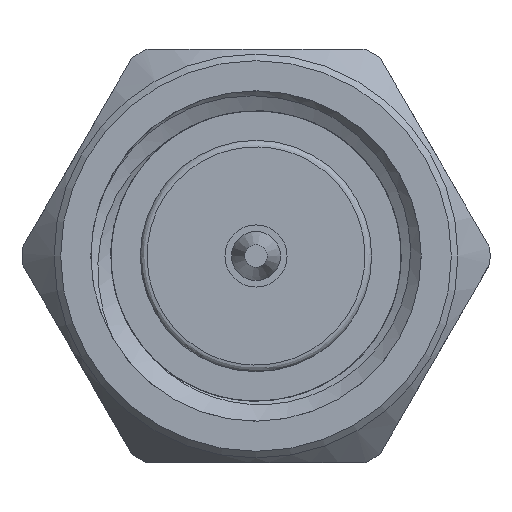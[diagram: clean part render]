
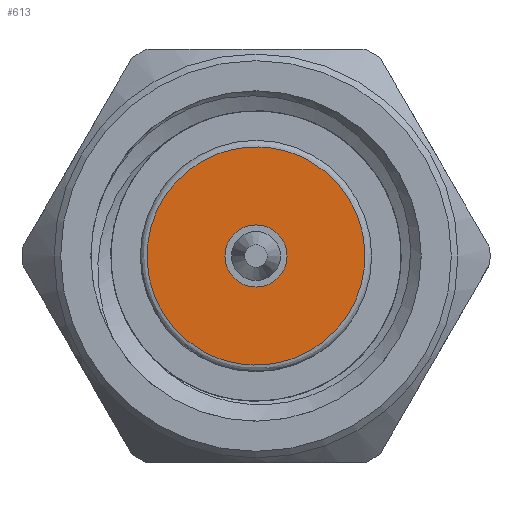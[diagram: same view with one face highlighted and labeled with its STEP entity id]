
A CAD part, left-side view. The second image highlights one B-rep face of the part: STEP entity #613.
In plain terms, the highlighted planar face has unit normal (-1, 0, 0).
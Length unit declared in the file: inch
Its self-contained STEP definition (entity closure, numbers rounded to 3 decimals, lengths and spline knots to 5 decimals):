
#26 = DIRECTION ( 'NONE',  ( 0., 0.5, -0.866 ) ) ;
#150 = EDGE_CURVE ( 'NONE', #3179, #2824, #652, .T. ) ;
#241 = EDGE_CURVE ( 'NONE', #1799, #1799, #2271, .T. ) ;
#307 = CARTESIAN_POINT ( 'NONE',  ( 0.11, 0.04125, -0.07145 ) ) ;
#323 = CARTESIAN_POINT ( 'NONE',  ( 0.11, 0.18414, 0.01105 ) ) ;
#463 = CARTESIAN_POINT ( 'NONE',  ( 0.11, 0., 0. ) ) ;
#484 = PLANE ( 'NONE',  #938 ) ;
#491 = EDGE_CURVE ( 'NONE', #2824, #3179, #2865, .T. ) ;
#534 = AXIS2_PLACEMENT_3D ( 'NONE', #1456, #2235, #1950 ) ;
#555 = ORIENTED_EDGE ( 'NONE', *, *, #241, .F. ) ;
#613 = ADVANCED_FACE ( 'NONE', ( #865, #2735 ), #484, .F. ) ;
#620 = ORIENTED_EDGE ( 'NONE', *, *, #491, .F. ) ;
#652 =( BOUNDED_CURVE ( )  B_SPLINE_CURVE ( 3, ( #307, #323, #2503, #833 ),
 .UNSPECIFIED., .F., .F. ) 
 B_SPLINE_CURVE_WITH_KNOTS ( ( 4, 4 ),
 ( 0., 1. ),
 .UNSPECIFIED. ) 
 CURVE ( )  GEOMETRIC_REPRESENTATION_ITEM ( )  RATIONAL_B_SPLINE_CURVE ( ( 1., 0.333, 0.333, 1. ) ) 
 REPRESENTATION_ITEM ( '' )  );
#721 = CARTESIAN_POINT ( 'NONE',  ( 0.11, 0.01175, -0.02035 ) ) ;
#833 = CARTESIAN_POINT ( 'NONE',  ( 0.11, -0.04125, 0.07145 ) ) ;
#865 = FACE_BOUND ( 'NONE', #1942, .T. ) ;
#868 = CARTESIAN_POINT ( 'NONE',  ( 0.11, 0.04125, -0.07145 ) ) ;
#938 = AXIS2_PLACEMENT_3D ( 'NONE', #463, #2681, #26 ) ;
#1319 = CARTESIAN_POINT ( 'NONE',  ( 0.11, -0.04125, 0.07145 ) ) ;
#1456 = CARTESIAN_POINT ( 'NONE',  ( 0.11, 0., 0. ) ) ;
#1683 = CARTESIAN_POINT ( 'NONE',  ( 0.11, -0.04125, 0.07145 ) ) ;
#1799 = VERTEX_POINT ( 'NONE', #721 ) ;
#1942 = EDGE_LOOP ( 'NONE', ( #555 ) ) ;
#1950 = DIRECTION ( 'NONE',  ( 0., 0.5, -0.866 ) ) ;
#2235 = DIRECTION ( 'NONE',  ( -1., 0., 0. ) ) ;
#2271 = CIRCLE ( 'NONE', #534, 0.0235 ) ;
#2300 = CARTESIAN_POINT ( 'NONE',  ( 0.11, -0.10164, -0.15395 ) ) ;
#2461 = ORIENTED_EDGE ( 'NONE', *, *, #150, .F. ) ;
#2503 = CARTESIAN_POINT ( 'NONE',  ( 0.11, 0.10164, 0.15395 ) ) ;
#2681 = DIRECTION ( 'NONE',  ( 1., 0., 0. ) ) ;
#2735 = FACE_OUTER_BOUND ( 'NONE', #2942, .T. ) ;
#2824 = VERTEX_POINT ( 'NONE', #1319 ) ;
#2865 =( BOUNDED_CURVE ( )  B_SPLINE_CURVE ( 3, ( #1683, #3107, #2300, #3400 ),
 .UNSPECIFIED., .F., .F. ) 
 B_SPLINE_CURVE_WITH_KNOTS ( ( 4, 4 ),
 ( 0., 1. ),
 .UNSPECIFIED. ) 
 CURVE ( )  GEOMETRIC_REPRESENTATION_ITEM ( )  RATIONAL_B_SPLINE_CURVE ( ( 1., 0.333, 0.333, 1. ) ) 
 REPRESENTATION_ITEM ( '' )  );
#2942 = EDGE_LOOP ( 'NONE', ( #2461, #620 ) ) ;
#3107 = CARTESIAN_POINT ( 'NONE',  ( 0.11, -0.18414, -0.01105 ) ) ;
#3179 = VERTEX_POINT ( 'NONE', #868 ) ;
#3400 = CARTESIAN_POINT ( 'NONE',  ( 0.11, 0.04125, -0.07145 ) ) ;
